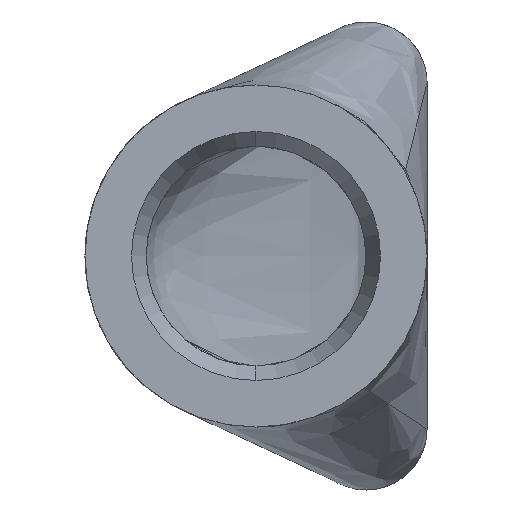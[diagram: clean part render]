
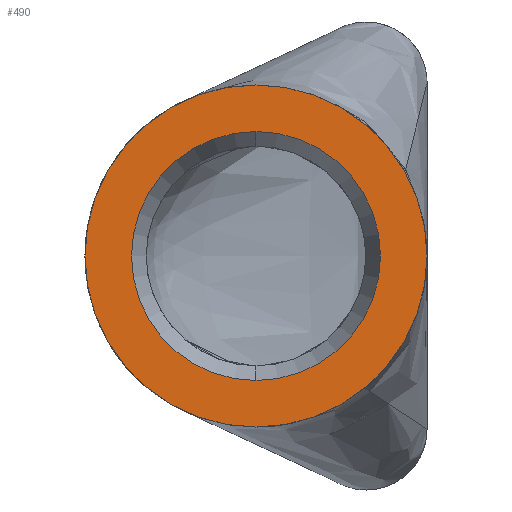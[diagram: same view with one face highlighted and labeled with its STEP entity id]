
A CAD part, left-side view. The second image highlights one B-rep face of the part: STEP entity #490.
In plain terms, the highlighted planar face has unit normal (-1, 0, 0).
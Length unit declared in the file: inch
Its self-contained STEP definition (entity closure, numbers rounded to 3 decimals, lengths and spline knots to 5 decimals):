
#37 = CARTESIAN_POINT ( 'NONE',  ( 0., 0., 0. ) ) ;
#43 = CIRCLE ( 'NONE', #1081, 0.594 ) ;
#80 = DIRECTION ( 'NONE',  ( 0., 0., 1. ) ) ;
#84 = DIRECTION ( 'NONE',  ( 1., 0., 0. ) ) ;
#129 = DIRECTION ( 'NONE',  ( -1., 0., 0. ) ) ;
#134 = DIRECTION ( 'NONE',  ( 0., 0., 1. ) ) ;
#191 = EDGE_CURVE ( 'NONE', #252, #604, #817, .T. ) ;
#192 = DIRECTION ( 'NONE',  ( -1., 0., 0. ) ) ;
#207 = CIRCLE ( 'NONE', #956, 0.43229 ) ;
#237 = CARTESIAN_POINT ( 'NONE',  ( 0., 0.594, -0.43229 ) ) ;
#252 = VERTEX_POINT ( 'NONE', #1242 ) ;
#272 = CARTESIAN_POINT ( 'NONE',  ( 0., 0.594, 0. ) ) ;
#275 = EDGE_CURVE ( 'NONE', #604, #252, #43, .T. ) ;
#328 = FACE_OUTER_BOUND ( 'NONE', #453, .T. ) ;
#348 = DIRECTION ( 'NONE',  ( 1., 0., 0. ) ) ;
#370 = CARTESIAN_POINT ( 'NONE',  ( 0., 0.594, 0. ) ) ;
#382 = CARTESIAN_POINT ( 'NONE',  ( 0., 0.594, -0.594 ) ) ;
#443 = EDGE_CURVE ( 'NONE', #1139, #922, #978, .T. ) ;
#453 = EDGE_LOOP ( 'NONE', ( #992, #1109 ) ) ;
#490 = ADVANCED_FACE ( 'NONE', ( #928, #328 ), #609, .T. ) ;
#570 = DIRECTION ( 'NONE',  ( -1., 0., 0. ) ) ;
#579 = DIRECTION ( 'NONE',  ( 0., 0., 1. ) ) ;
#604 = VERTEX_POINT ( 'NONE', #382 ) ;
#609 = PLANE ( 'NONE',  #855 ) ;
#629 = ORIENTED_EDGE ( 'NONE', *, *, #801, .T. ) ;
#660 = EDGE_LOOP ( 'NONE', ( #629, #1189 ) ) ;
#714 = AXIS2_PLACEMENT_3D ( 'NONE', #370, #570, #80 ) ;
#724 = CARTESIAN_POINT ( 'NONE',  ( 0., 0.594, 0. ) ) ;
#801 = EDGE_CURVE ( 'NONE', #922, #1139, #207, .T. ) ;
#817 = CIRCLE ( 'NONE', #714, 0.594 ) ;
#855 = AXIS2_PLACEMENT_3D ( 'NONE', #37, #129, #134 ) ;
#922 = VERTEX_POINT ( 'NONE', #1065 ) ;
#928 = FACE_BOUND ( 'NONE', #660, .T. ) ;
#956 = AXIS2_PLACEMENT_3D ( 'NONE', #973, #84, #579 ) ;
#973 = CARTESIAN_POINT ( 'NONE',  ( 0., 0.594, 0. ) ) ;
#978 = CIRCLE ( 'NONE', #1150, 0.43229 ) ;
#992 = ORIENTED_EDGE ( 'NONE', *, *, #191, .T. ) ;
#1065 = CARTESIAN_POINT ( 'NONE',  ( 0., 0.594, 0.43229 ) ) ;
#1081 = AXIS2_PLACEMENT_3D ( 'NONE', #272, #192, #1227 ) ;
#1108 = DIRECTION ( 'NONE',  ( 0., 0., 1. ) ) ;
#1109 = ORIENTED_EDGE ( 'NONE', *, *, #275, .T. ) ;
#1139 = VERTEX_POINT ( 'NONE', #237 ) ;
#1150 = AXIS2_PLACEMENT_3D ( 'NONE', #724, #348, #1108 ) ;
#1189 = ORIENTED_EDGE ( 'NONE', *, *, #443, .T. ) ;
#1227 = DIRECTION ( 'NONE',  ( 0., 0., 1. ) ) ;
#1242 = CARTESIAN_POINT ( 'NONE',  ( 0., 0.594, 0.594 ) ) ;
